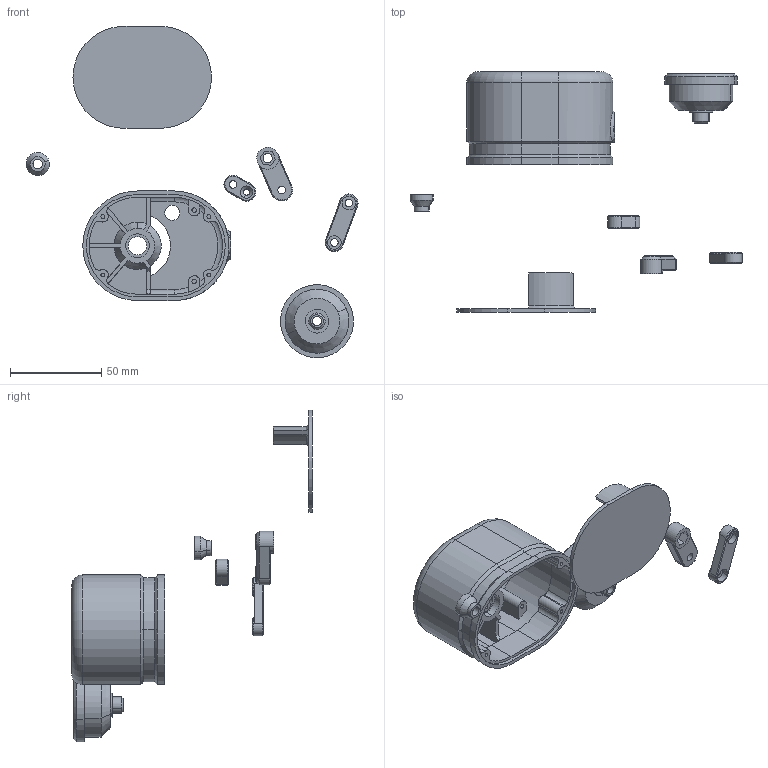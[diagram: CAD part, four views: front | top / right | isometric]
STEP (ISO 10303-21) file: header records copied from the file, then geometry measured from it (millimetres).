
FILE_DESCRIPTION (( 'STEP AP203' ), '1' );
FILE_NAME ('3DPrint.STEP', '2022-11-14T05:51:33', ( '' ), ( '' ), 'SwSTEP 2.0', 'SolidWorks 2021', '' );
FILE_SCHEMA (( 'CONFIG_CONTROL_DESIGN' ));
Length unit declared in the file: millimetre
Products named in the file (8): Bushing; Base; Link; Crank_M; BasePlate; 3DPrint; Shell; Rocker_B
Assembly tree (7 placements, depth 2):
  3DPrint
    Shell
    Base
    Crank_M
    Rocker_B
    Link
    Bushing
    BasePlate
Bounding box: 181.66 x 131.85 x 181.29 mm (x, y, z)
Volume: 66875 mm3; surface area: 56105 mm2
Topology: 7 solids, 7 shells, 480 faces, 1191 edges, 759 vertices
Faces by surface type: plane 251, cylinder 148, cone 54, bspline 21, torus 6
Entity records: 16528 total; most frequent: CARTESIAN_POINT 4201, ORIENTED_EDGE 2382, DIRECTION 2376, EDGE_CURVE 1191, AXIS2_PLACEMENT_3D 820, VERTEX_POINT 759, LINE 736, VECTOR 736
